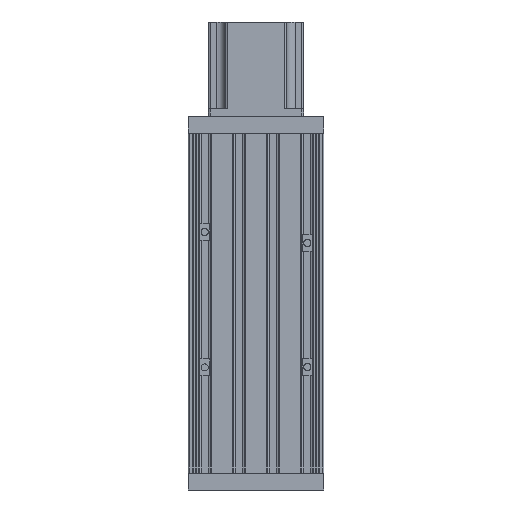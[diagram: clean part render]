
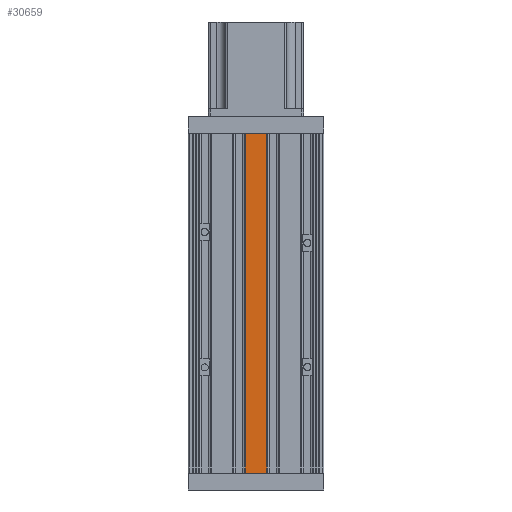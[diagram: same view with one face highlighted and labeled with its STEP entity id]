
A CAD part, front view. The second image highlights one B-rep face of the part: STEP entity #30659.
In plain terms, the highlighted planar face has unit normal (0, -1, 0).
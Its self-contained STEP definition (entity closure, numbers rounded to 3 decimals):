
#574 = CARTESIAN_POINT ( 'NONE',  ( 57.836, -11.142, 200. ) ) ;
#1591 = EDGE_CURVE ( 'NONE', #26801, #21042, #22151, .T. ) ;
#3470 = CARTESIAN_POINT ( 'NONE',  ( 57.836, -11.142, 200. ) ) ;
#4022 = AXIS2_PLACEMENT_3D ( 'NONE', #4549, #16053, #27565 ) ;
#4549 = CARTESIAN_POINT ( 'NONE',  ( 70.636, -11.142, 200. ) ) ;
#5525 = LINE ( 'NONE', #17017, #21958 ) ;
#6174 = CARTESIAN_POINT ( 'NONE',  ( 70.636, -11.142, 0. ) ) ;
#7826 = DIRECTION ( 'NONE',  ( 0., 0., -1. ) ) ;
#8212 = CARTESIAN_POINT ( 'NONE',  ( 57.836, -11.142, 0. ) ) ;
#8446 = ORIENTED_EDGE ( 'NONE', *, *, #18467, .T. ) ;
#8747 = EDGE_CURVE ( 'NONE', #29027, #26801, #12578, .T. ) ;
#10053 = ORIENTED_EDGE ( 'NONE', *, *, #15632, .T. ) ;
#12578 = LINE ( 'NONE', #24077, #21753 ) ;
#14791 = VECTOR ( 'NONE', #14964, 1000. ) ;
#14964 = DIRECTION ( 'NONE',  ( 0., 0., -1. ) ) ;
#15632 = EDGE_CURVE ( 'NONE', #29027, #19915, #29299, .T. ) ;
#16053 = DIRECTION ( 'NONE',  ( 0., 1., 0. ) ) ;
#17017 = CARTESIAN_POINT ( 'NONE',  ( 70.636, -11.142, 0. ) ) ;
#18467 = EDGE_CURVE ( 'NONE', #19915, #21042, #5525, .T. ) ;
#18859 = FACE_OUTER_BOUND ( 'NONE', #27354, .T. ) ;
#19299 = ORIENTED_EDGE ( 'NONE', *, *, #1591, .F. ) ;
#19915 = VERTEX_POINT ( 'NONE', #8212 ) ;
#21042 = VERTEX_POINT ( 'NONE', #6174 ) ;
#21753 = VECTOR ( 'NONE', #35587, 1000. ) ;
#21958 = VECTOR ( 'NONE', #28533, 1000. ) ;
#22151 = LINE ( 'NONE', #33668, #30064 ) ;
#24077 = CARTESIAN_POINT ( 'NONE',  ( 70.636, -11.142, 200. ) ) ;
#25454 = ORIENTED_EDGE ( 'NONE', *, *, #8747, .F. ) ;
#26801 = VERTEX_POINT ( 'NONE', #36435 ) ;
#27354 = EDGE_LOOP ( 'NONE', ( #8446, #19299, #25454, #10053 ) ) ;
#27565 = DIRECTION ( 'NONE',  ( -1., 0., 0. ) ) ;
#28533 = DIRECTION ( 'NONE',  ( 1., 0., 0. ) ) ;
#29027 = VERTEX_POINT ( 'NONE', #574 ) ;
#29299 = LINE ( 'NONE', #3470, #14791 ) ;
#30064 = VECTOR ( 'NONE', #7826, 1000. ) ;
#30386 = PLANE ( 'NONE',  #4022 ) ;
#30659 = ADVANCED_FACE ( 'NONE', ( #18859 ), #30386, .F. ) ;
#33668 = CARTESIAN_POINT ( 'NONE',  ( 70.636, -11.142, 200. ) ) ;
#35587 = DIRECTION ( 'NONE',  ( 1., 0., 0. ) ) ;
#36435 = CARTESIAN_POINT ( 'NONE',  ( 70.636, -11.142, 200. ) ) ;
